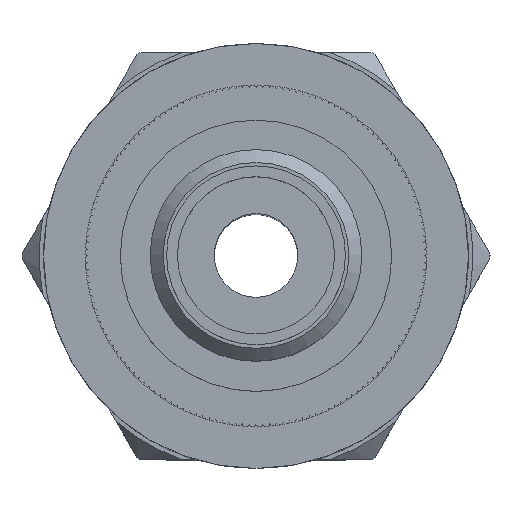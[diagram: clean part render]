
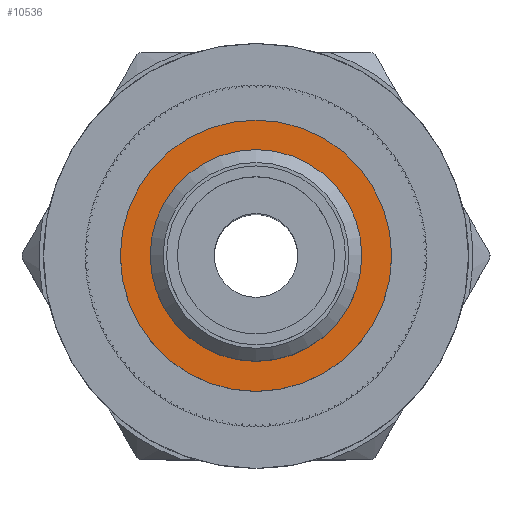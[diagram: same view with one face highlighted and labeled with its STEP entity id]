
A CAD part, top view. The second image highlights one B-rep face of the part: STEP entity #10536.
In plain terms, the highlighted planar face has unit normal (0, 0, 1).
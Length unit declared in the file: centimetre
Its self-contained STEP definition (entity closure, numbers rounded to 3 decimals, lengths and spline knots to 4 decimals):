
#204=CIRCLE('',#10987,0.3988);
#205=CIRCLE('',#10989,0.2705);
#1283=VERTEX_POINT('',#15501);
#1284=VERTEX_POINT('',#15504);
#5324=EDGE_CURVE('',#1283,#1283,#204,.T.);
#5325=EDGE_CURVE('',#1284,#1284,#205,.T.);
#8543=ORIENTED_EDGE('',*,*,#5324,.T.);
#8544=ORIENTED_EDGE('',*,*,#5325,.T.);
#9314=EDGE_LOOP('',(#8543));
#9315=EDGE_LOOP('',(#8544));
#9938=FACE_BOUND('',#9314,.T.);
#9939=FACE_BOUND('',#9315,.T.);
#10536=ADVANCED_FACE('',(#9938,#9939),#16023,.T.);
#10987=AXIS2_PLACEMENT_3D('',#15500,#12645,#12646);
#10989=AXIS2_PLACEMENT_3D('',#15503,#12649,#12650);
#10990=AXIS2_PLACEMENT_3D('',#15505,#12651,$);
#12645=DIRECTION('',(0.,0.,1.));
#12646=DIRECTION('',(0.399,0.,0.));
#12649=DIRECTION('',(0.,0.,-1.));
#12650=DIRECTION('',(0.271,0.,0.));
#12651=DIRECTION('',(0.,0.,1.));
#15500=CARTESIAN_POINT('',(0.,0.,-0.6909));
#15501=CARTESIAN_POINT('',(0.3988,0.,-0.6909));
#15503=CARTESIAN_POINT('',(0.,0.,-0.6909));
#15504=CARTESIAN_POINT('',(0.2705,0.,-0.6909));
#15505=CARTESIAN_POINT('',(0.,0.,-0.6909));
#16023=PLANE('',#10990);
